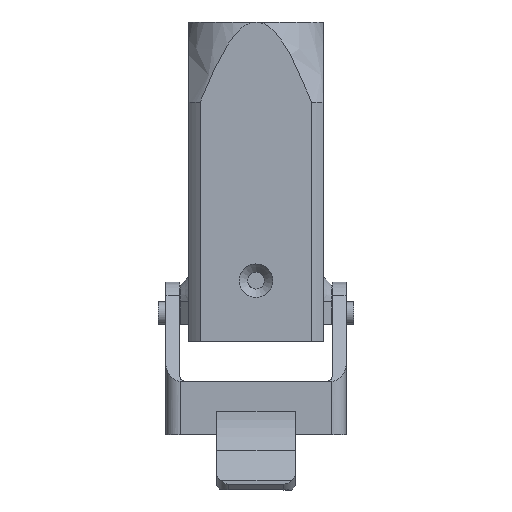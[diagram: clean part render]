
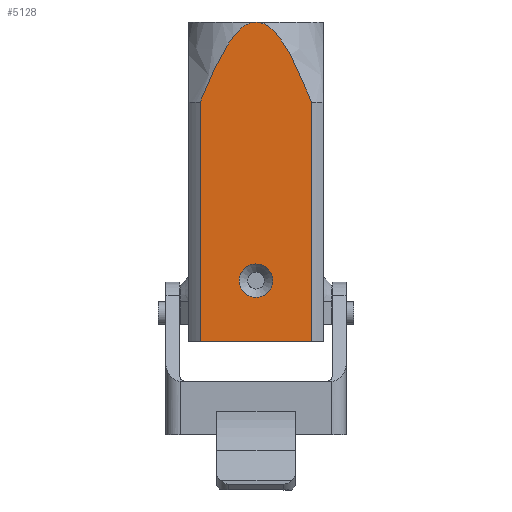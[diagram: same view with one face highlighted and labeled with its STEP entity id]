
A CAD part, left-side view. The second image highlights one B-rep face of the part: STEP entity #5128.
In plain terms, the highlighted planar face has unit normal (-1, 0, 0).
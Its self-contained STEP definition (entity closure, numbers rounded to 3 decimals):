
#114=CARTESIAN_POINT('',(-12.,0.,57.0));
#115=VERTEX_POINT('',#114);
#138=CARTESIAN_POINT('',(-12.,9.968,42.7));
#139=VERTEX_POINT('',#138);
#147=CARTESIAN_POINT('',(-12.,-23.741,-1.));
#148=CARTESIAN_POINT('',(-12.,0.,83.164));
#149=CARTESIAN_POINT('',(-12.,23.741,-1.));
#157=(BOUNDED_CURVE()B_SPLINE_CURVE(2,(#147,#148,#149),.UNSPECIFIED.,.F.,.U.)B_SPLINE_CURVE_WITH_KNOTS((3,3),(0.0,12.534),.UNSPECIFIED.)CURVE()GEOMETRIC_REPRESENTATION_ITEM()RATIONAL_B_SPLINE_CURVE((1.0,2.217,1.0))REPRESENTATION_ITEM(''));
#158=EDGE_CURVE('',#115,#139,#157,.T.);
#5043=CARTESIAN_POINT('',(-12.,0.,13.792));
#5044=VERTEX_POINT('',#5043);
#5045=CARTESIAN_POINT('',(-12.,0.,10.8));
#5046=DIRECTION('',(-1.0,0.0,0.0));
#5047=DIRECTION('',(0.0,0.0,1.0));
#5048=AXIS2_PLACEMENT_3D('',#5045,#5046,#5047);
#5049=CIRCLE('',#5048,2.992);
#5050=EDGE_CURVE('',#5044,#5044,#5049,.T.);
#5068=CARTESIAN_POINT('',(-12.,9.968,0.));
#5069=VERTEX_POINT('',#5068);
#5077=CARTESIAN_POINT('',(-12.,9.968,42.7));
#5078=DIRECTION('',(0.0,0.0,-1.0));
#5079=VECTOR('',#5078,42.7);
#5080=LINE('',#5077,#5079);
#5081=EDGE_CURVE('',#139,#5069,#5080,.T.);
#5087=CARTESIAN_POINT('',(-12.,-12.,57.0));
#5088=DIRECTION('',(-1.0,0.0,0.0));
#5089=DIRECTION('',(0.0,0.0,1.0));
#5090=AXIS2_PLACEMENT_3D('',#5087,#5088,#5089);
#5091=PLANE('',#5090);
#5092=CARTESIAN_POINT('',(-12.,-9.968,0.));
#5093=VERTEX_POINT('',#5092);
#5094=CARTESIAN_POINT('',(-12.,-9.968,42.7));
#5095=VERTEX_POINT('',#5094);
#5096=CARTESIAN_POINT('',(-12.,-9.968,0.));
#5097=DIRECTION('',(0.0,0.0,1.0));
#5098=VECTOR('',#5097,42.7);
#5099=LINE('',#5096,#5098);
#5100=EDGE_CURVE('',#5093,#5095,#5099,.T.);
#5101=ORIENTED_EDGE('',*,*,#5100,.T.);
#5102=CARTESIAN_POINT('',(-12.,-23.741,-1.));
#5103=CARTESIAN_POINT('',(-12.,0.,83.164));
#5104=CARTESIAN_POINT('',(-12.,23.741,-1.));
#5112=(BOUNDED_CURVE()B_SPLINE_CURVE(2,(#5102,#5103,#5104),.UNSPECIFIED.,.F.,.U.)B_SPLINE_CURVE_WITH_KNOTS((3,3),(0.0,12.534),.UNSPECIFIED.)CURVE()GEOMETRIC_REPRESENTATION_ITEM()RATIONAL_B_SPLINE_CURVE((1.0,2.217,1.0))REPRESENTATION_ITEM(''));
#5113=EDGE_CURVE('',#5095,#115,#5112,.T.);
#5114=ORIENTED_EDGE('',*,*,#5113,.T.);
#5115=ORIENTED_EDGE('',*,*,#158,.T.);
#5116=ORIENTED_EDGE('',*,*,#5081,.T.);
#5117=CARTESIAN_POINT('',(-12.,9.968,0.));
#5118=DIRECTION('',(0.0,-1.0,0.0));
#5119=VECTOR('',#5118,19.936);
#5120=LINE('',#5117,#5119);
#5121=EDGE_CURVE('',#5069,#5093,#5120,.T.);
#5122=ORIENTED_EDGE('',*,*,#5121,.T.);
#5123=EDGE_LOOP('',(#5101,#5114,#5115,#5116,#5122));
#5124=FACE_OUTER_BOUND('',#5123,.T.);
#5125=ORIENTED_EDGE('',*,*,#5050,.F.);
#5126=EDGE_LOOP('',(#5125));
#5127=FACE_BOUND('',#5126,.T.);
#5128=ADVANCED_FACE('',(#5124,#5127),#5091,.T.);
